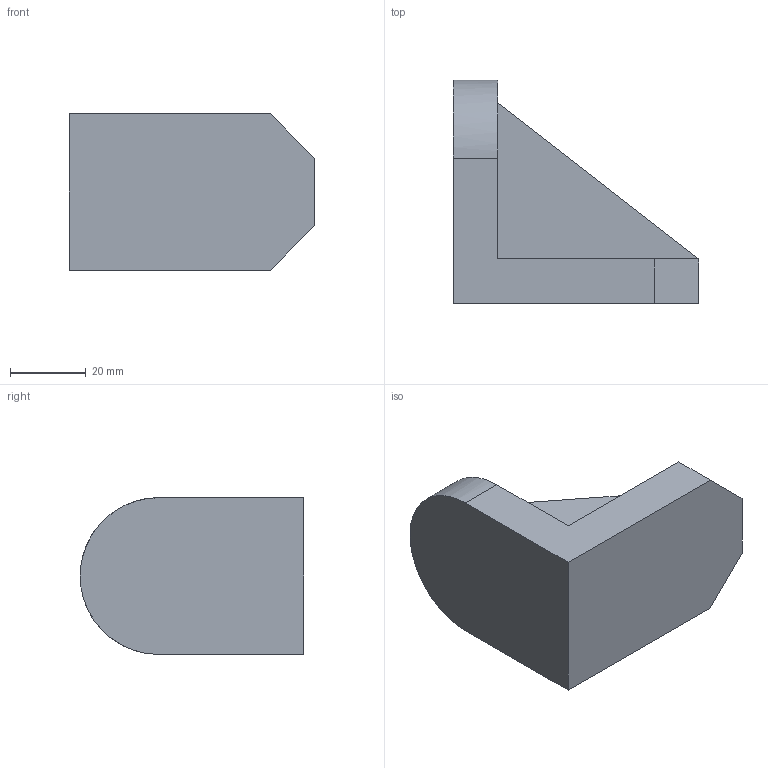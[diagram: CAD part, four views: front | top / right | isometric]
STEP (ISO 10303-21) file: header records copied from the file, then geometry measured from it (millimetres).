
FILE_DESCRIPTION(('FreeCAD Model'),'2;1');
FILE_NAME('Open CASCADE Shape Model','2025-05-01T08:16:53',('FreeCAD'),( 'FreeCAD'),'Open CASCADE STEP processor 7.6','FreeCAD','Unknown');
FILE_SCHEMA(('AUTOMOTIVE_DESIGN { 1 0 10303 214 1 1 1 1 }'));
Length unit declared in the file: millimetre
Products named in the file (1): Open CASCADE STEP translator 7.6 1
Bounding box: 65.01 x 59.1 x 41.37 mm (x, y, z)
Volume: 64090.4 mm3; surface area: 13782.2 mm2
Topology: 1 solids, 1 shells, 15 faces, 37 edges, 24 vertices
Faces by surface type: bspline 15
Entity records: 410 total; most frequent: CARTESIAN_POINT 167, ORIENTED_EDGE 74, EDGE_CURVE 37, B_SPLINE_CURVE_WITH_KNOTS 33, VERTEX_POINT 24, ADVANCED_FACE 15, FACE_BOUND 15, EDGE_LOOP 15
